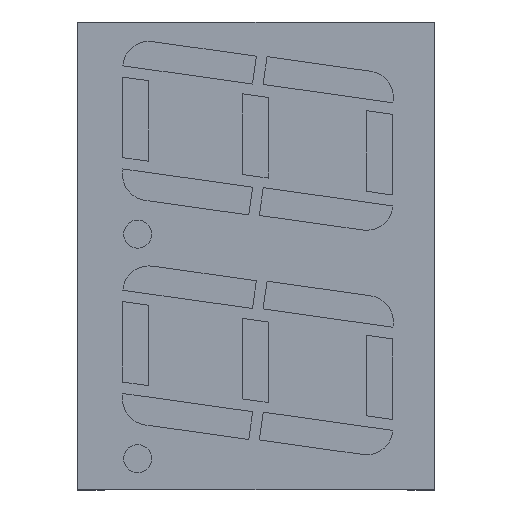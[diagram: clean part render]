
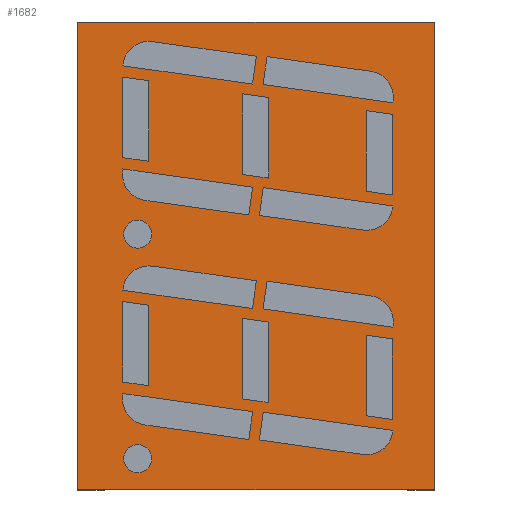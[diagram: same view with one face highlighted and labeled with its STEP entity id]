
A CAD part, top view. The second image highlights one B-rep face of the part: STEP entity #1682.
In plain terms, the highlighted planar face has unit normal (0, 0, 1).
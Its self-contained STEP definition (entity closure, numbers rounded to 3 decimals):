
#1459 = VERTEX_POINT('',#1460);
#1460 = CARTESIAN_POINT('',(-1.905,2.34,8.));
#1466 = EDGE_CURVE('',#1459,#1467,#1469,.T.);
#1467 = VERTEX_POINT('',#1468);
#1468 = CARTESIAN_POINT('',(17.145,2.34,8.));
#1469 = LINE('',#1470,#1471);
#1470 = CARTESIAN_POINT('',(-1.905,2.34,8.));
#1471 = VECTOR('',#1472,1.);
#1472 = DIRECTION('',(1.,0.,0.));
#1632 = EDGE_CURVE('',#1467,#1633,#1635,.T.);
#1633 = VERTEX_POINT('',#1634);
#1634 = CARTESIAN_POINT('',(17.145,-22.66,8.));
#1635 = LINE('',#1636,#1637);
#1636 = CARTESIAN_POINT('',(17.145,2.34,8.));
#1637 = VECTOR('',#1638,1.);
#1638 = DIRECTION('',(0.,-1.,0.));
#1682 = ADVANCED_FACE('',(#1683),#1701,.F.);
#1683 = FACE_BOUND('',#1684,.F.);
#1684 = EDGE_LOOP('',(#1685,#1686,#1687,#1695));
#1685 = ORIENTED_EDGE('',*,*,#1466,.T.);
#1686 = ORIENTED_EDGE('',*,*,#1632,.T.);
#1687 = ORIENTED_EDGE('',*,*,#1688,.T.);
#1688 = EDGE_CURVE('',#1633,#1689,#1691,.T.);
#1689 = VERTEX_POINT('',#1690);
#1690 = CARTESIAN_POINT('',(-1.905,-22.66,8.));
#1691 = LINE('',#1692,#1693);
#1692 = CARTESIAN_POINT('',(17.145,-22.66,8.));
#1693 = VECTOR('',#1694,1.);
#1694 = DIRECTION('',(-1.,0.,0.));
#1695 = ORIENTED_EDGE('',*,*,#1696,.T.);
#1696 = EDGE_CURVE('',#1689,#1459,#1697,.T.);
#1697 = LINE('',#1698,#1699);
#1698 = CARTESIAN_POINT('',(-1.905,-22.66,8.));
#1699 = VECTOR('',#1700,1.);
#1700 = DIRECTION('',(0.,1.,0.));
#1701 = PLANE('',#1702);
#1702 = AXIS2_PLACEMENT_3D('',#1703,#1704,#1705);
#1703 = CARTESIAN_POINT('',(7.62,-10.16,8.));
#1704 = DIRECTION('',(-0.,-0.,-1.));
#1705 = DIRECTION('',(-1.,0.,0.));
